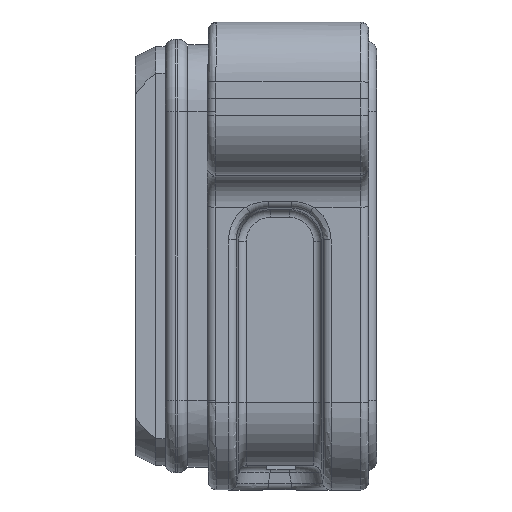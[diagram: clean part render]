
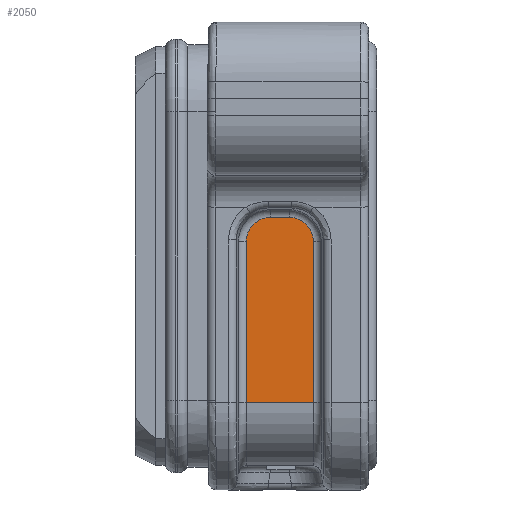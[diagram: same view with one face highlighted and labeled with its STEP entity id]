
A CAD part, left-side view. The second image highlights one B-rep face of the part: STEP entity #2050.
In plain terms, the highlighted planar face has unit normal (-1, 0, -0.018).
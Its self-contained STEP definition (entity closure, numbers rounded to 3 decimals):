
#1340=B_SPLINE_CURVE_WITH_KNOTS('',3,(#22104,#22105,#22106,#22107,#22108,
#22109),.UNSPECIFIED.,.F.,.F.,(4,2,4),(0.,0.5,1.),.UNSPECIFIED.);
#1344=B_SPLINE_CURVE_WITH_KNOTS('',3,(#22128,#22129,#22130,#22131,#22132,
#22133),.UNSPECIFIED.,.F.,.F.,(4,2,4),(0.,0.5,1.),.UNSPECIFIED.);
#2050=ADVANCED_FACE('NONE',(#3173),#2554,.F.);
#2554=PLANE('',#13885);
#3173=FACE_OUTER_BOUND('',#3964,.T.);
#3964=EDGE_LOOP('',(#6752,#6753,#6754,#6755,#6756,#6757));
#6752=ORIENTED_EDGE('',*,*,#10620,.T.);
#6753=ORIENTED_EDGE('',*,*,#10617,.T.);
#6754=ORIENTED_EDGE('',*,*,#10635,.T.);
#6755=ORIENTED_EDGE('',*,*,#10637,.F.);
#6756=ORIENTED_EDGE('',*,*,#10624,.T.);
#6757=ORIENTED_EDGE('',*,*,#10622,.T.);
#8943=VERTEX_POINT('',#22110);
#8944=VERTEX_POINT('',#22111);
#8945=VERTEX_POINT('',#22122);
#8946=VERTEX_POINT('',#22134);
#8947=VERTEX_POINT('',#22141);
#8949=VERTEX_POINT('',#22175);
#10617=EDGE_CURVE('NONE',#8943,#8944,#1340,.T.);
#10620=EDGE_CURVE('NONE',#8945,#8943,#11907,.T.);
#10622=EDGE_CURVE('NONE',#8946,#8945,#1344,.T.);
#10624=EDGE_CURVE('NONE',#8947,#8946,#11908,.T.);
#10635=EDGE_CURVE('NONE',#8944,#8949,#11913,.T.);
#10637=EDGE_CURVE('NONE',#8947,#8949,#11914,.T.);
#11907=LINE('',#22121,#12908);
#11908=LINE('',#22140,#12909);
#11913=LINE('',#22174,#12914);
#11914=LINE('',#22178,#12915);
#12908=VECTOR('',#16408,1.);
#12909=VECTOR('',#16413,1.);
#12914=VECTOR('',#16448,1.);
#12915=VECTOR('',#16453,1.);
#13885=AXIS2_PLACEMENT_3D('',#22179,#16454,#16455);
#16408=DIRECTION('',(0.,1.,0.));
#16413=DIRECTION('',(-0.017,0.,1.));
#16448=DIRECTION('',(0.017,0.,-1.));
#16453=DIRECTION('',(0.,1.,0.));
#16454=DIRECTION('',(1.,0.,0.017));
#16455=DIRECTION('',(0.017,0.,-1.));
#22104=CARTESIAN_POINT('',(-45.183,92.194,4.775));
#22105=CARTESIAN_POINT('',(-45.183,92.985,4.774));
#22106=CARTESIAN_POINT('',(-45.178,93.736,4.469));
#22107=CARTESIAN_POINT('',(-45.158,94.846,3.358));
#22108=CARTESIAN_POINT('',(-45.145,95.151,2.608));
#22109=CARTESIAN_POINT('',(-45.131,95.153,1.817));
#22110=CARTESIAN_POINT('',(-45.183,92.194,4.775));
#22111=CARTESIAN_POINT('',(-45.131,95.153,1.817));
#22121=CARTESIAN_POINT('',(-45.183,89.205,4.775));
#22122=CARTESIAN_POINT('',(-45.183,89.806,4.775));
#22128=CARTESIAN_POINT('',(-45.131,86.847,1.817));
#22129=CARTESIAN_POINT('',(-45.145,86.849,2.608));
#22130=CARTESIAN_POINT('',(-45.158,87.154,3.358));
#22131=CARTESIAN_POINT('',(-45.178,88.264,4.469));
#22132=CARTESIAN_POINT('',(-45.183,89.015,4.774));
#22133=CARTESIAN_POINT('',(-45.183,89.806,4.775));
#22134=CARTESIAN_POINT('',(-45.131,86.847,1.817));
#22140=CARTESIAN_POINT('',(-44.779,86.847,-18.353));
#22141=CARTESIAN_POINT('',(-44.783,86.847,-18.14));
#22174=CARTESIAN_POINT('',(-45.142,95.153,2.427));
#22175=CARTESIAN_POINT('',(-44.783,95.153,-18.14));
#22178=CARTESIAN_POINT('',(-44.783,86.,-18.14));
#22179=CARTESIAN_POINT('',(-44.783,86.,-18.14));
